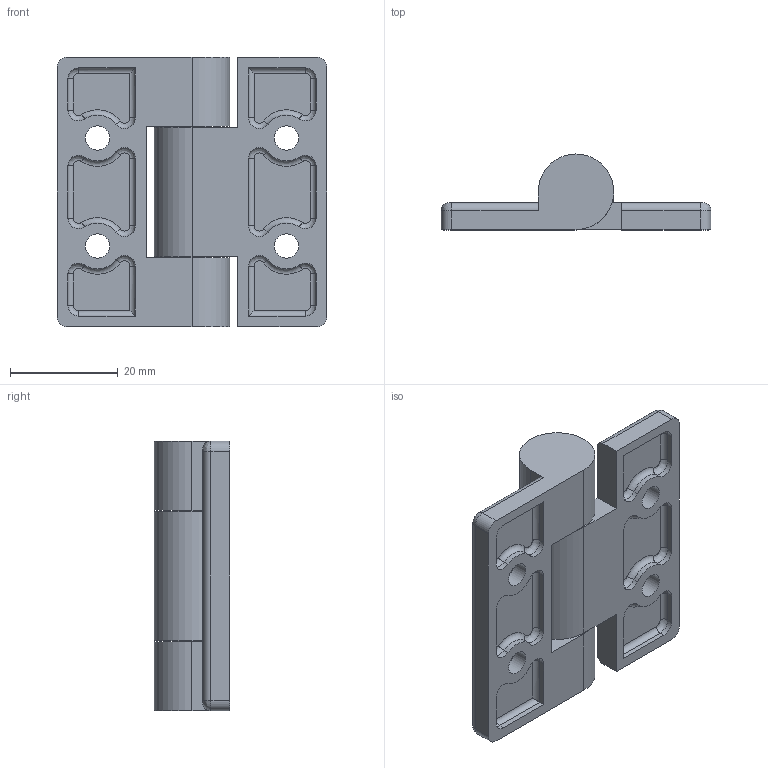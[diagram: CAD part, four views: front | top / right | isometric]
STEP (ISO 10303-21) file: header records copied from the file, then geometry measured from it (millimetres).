
FILE_DESCRIPTION(/* description */ (''),/* implementation_level */ '2;1');
FILE_NAME(/* name */ 'HS5050.stp',/* time_stamp */ '2024-01-25T14:37:57+09:00',/* author */ ('user'),/* organization */ (''),/* preprocessor_version */ 'ST-DEVELOPER v15.6',/* originating_system */ 'Autodesk Inventor 2015',/* authorisation */ '');
FILE_SCHEMA (('AUTOMOTIVE_DESIGN { 1 0 10303 214 3 1 1 }'));
Length unit declared in the file: millimetre
Products named in the file (4): 날개_5050_좌; 날개_5050_우; 핀_0646; HS5050
Bounding box: 50 x 14 x 50 mm (x, y, z)
Volume: 14647 mm3; surface area: 9795.8 mm2
Topology: 3 solids, 3 shells, 147 faces, 343 edges, 210 vertices
Faces by surface type: cylinder 65, plane 46, bspline 24, torus 8, cone 4
Full cylindrical faces by diameter (mm): 4.5 x4, 6 x4
Entity records: 4466 total; most frequent: CARTESIAN_POINT 983, DIRECTION 769, ORIENTED_EDGE 662, EDGE_CURVE 331, AXIS2_PLACEMENT_3D 308, VERTEX_POINT 210, EDGE_LOOP 177, CIRCLE 174
